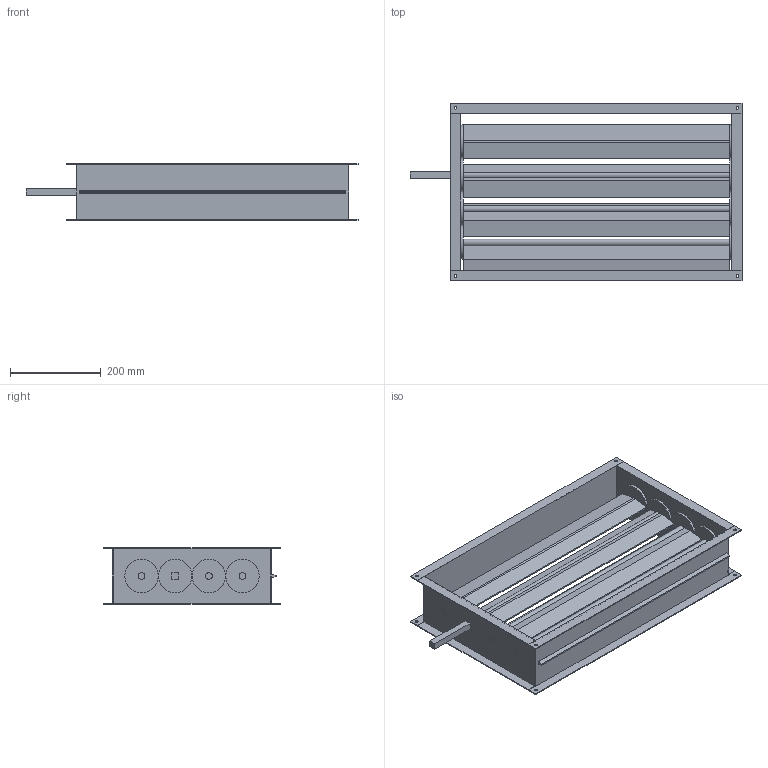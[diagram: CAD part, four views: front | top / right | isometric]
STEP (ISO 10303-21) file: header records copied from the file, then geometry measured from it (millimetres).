
FILE_DESCRIPTION (( 'STEP AP214' ), '1' );
FILE_NAME ('RKP 31.STEP', '2020-06-05T14:41:34', ( '' ), ( '' ), 'SwSTEP 2.0', 'SolidWorks 2017', '' );
FILE_SCHEMA (( 'AUTOMOTIVE_DESIGN' ));
Length unit declared in the file: millimetre
Products named in the file (1): RKP 31
Bounding box: 730 x 390 x 124 mm (x, y, z)
Volume: 2516366.9 mm3; surface area: 1037646.9 mm2
Topology: 2 solids, 2 shells, 174 faces, 473 edges, 298 vertices
Faces by surface type: plane 122, cylinder 52
Entity records: 5552 total; most frequent: DIRECTION 955, CARTESIAN_POINT 946, ORIENTED_EDGE 946, EDGE_CURVE 473, VECTOR 341, LINE 341, AXIS2_PLACEMENT_3D 307, VERTEX_POINT 298
